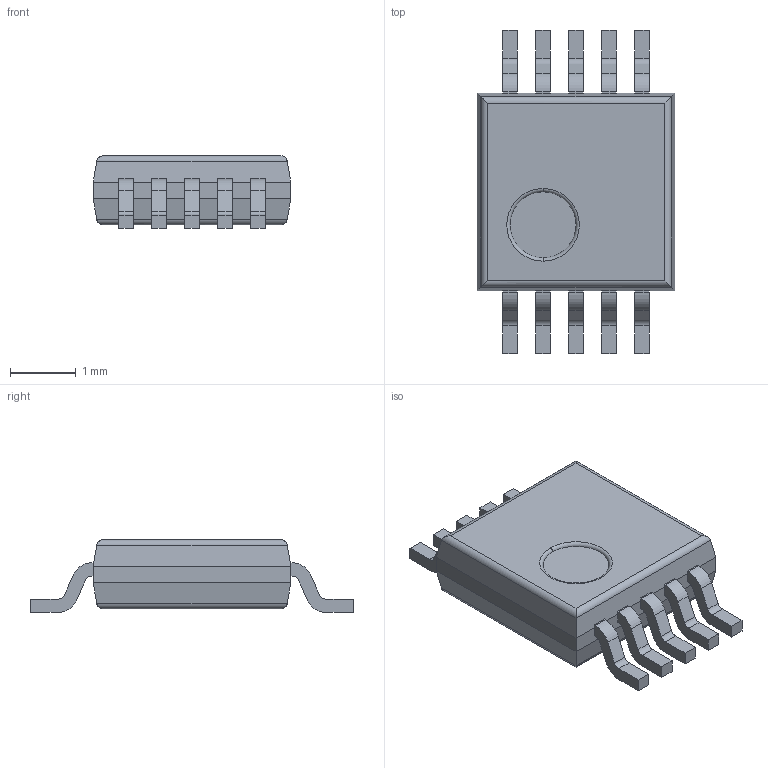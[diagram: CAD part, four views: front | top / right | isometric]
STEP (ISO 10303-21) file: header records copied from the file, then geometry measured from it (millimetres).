
FILE_DESCRIPTION (( 'STEP AP214' ), '1' );
FILE_NAME ( 'SOP50P490X110-10L30.STEP', '2015-12-13T23:18:16', ( '' ), ( '' ), 'FPX Expert 2013', 'PCB Libraries', '' );
FILE_SCHEMA (( 'AUTOMOTIVE_DESIGN' ));
Length unit declared in the file: millimetre
Products named in the file (1): SOP50P490X110-10L30
Bounding box: 3 x 4.9 x 1.1 mm (x, y, z)
Volume: 9.6 mm3; surface area: 39.6 mm2
Topology: 11 solids, 11 shells, 165 faces, 410 edges, 268 vertices
Faces by surface type: plane 115, cylinder 48, torus 2
Entity records: 5483 total; most frequent: CARTESIAN_POINT 868, DIRECTION 820, ORIENTED_EDGE 820, EDGE_CURVE 410, VECTOR 316, LINE 316, VERTEX_POINT 268, AXIS2_PLACEMENT_3D 252
